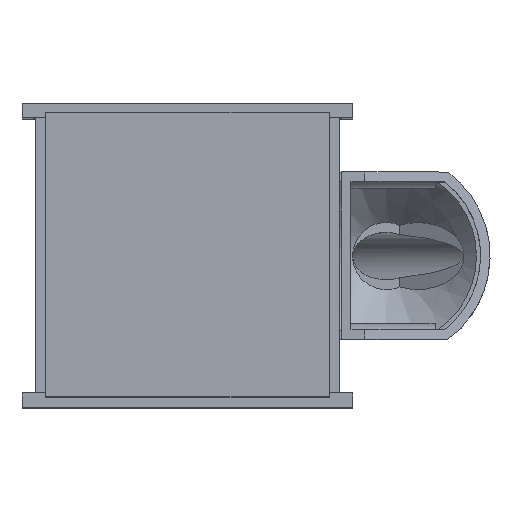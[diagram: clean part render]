
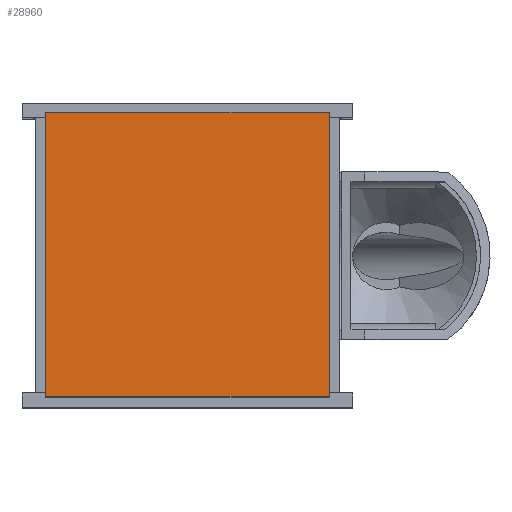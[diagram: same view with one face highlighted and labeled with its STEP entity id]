
A CAD part, top view. The second image highlights one B-rep face of the part: STEP entity #28960.
In plain terms, the highlighted planar face has unit normal (0, 0, 1).
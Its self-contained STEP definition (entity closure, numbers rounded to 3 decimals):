
#1427=PLANE('',#31124);
#2706=FACE_OUTER_BOUND('',#4359,.T.);
#4359=EDGE_LOOP('',(#24901,#24902,#24903,#24904));
#7013=LINE('',#56779,#9894);
#7017=LINE('',#56786,#9898);
#7020=LINE('',#56792,#9901);
#7022=LINE('',#56795,#9903);
#9894=VECTOR('',#37444,60.);
#9898=VECTOR('',#37450,60.);
#9901=VECTOR('',#37455,60.);
#9903=VECTOR('',#37459,60.);
#13763=VERTEX_POINT('',#56776);
#13764=VERTEX_POINT('',#56778);
#13766=VERTEX_POINT('',#56784);
#13768=VERTEX_POINT('',#56790);
#17633=EDGE_CURVE('',#13764,#13763,#7013,.T.);
#17637=EDGE_CURVE('',#13763,#13766,#7017,.T.);
#17640=EDGE_CURVE('',#13766,#13768,#7020,.T.);
#17642=EDGE_CURVE('',#13768,#13764,#7022,.T.);
#24901=ORIENTED_EDGE('',*,*,#17633,.T.);
#24902=ORIENTED_EDGE('',*,*,#17637,.T.);
#24903=ORIENTED_EDGE('',*,*,#17640,.T.);
#24904=ORIENTED_EDGE('',*,*,#17642,.T.);
#28960=ADVANCED_FACE('',(#2706),#1427,.T.);
#31124=AXIS2_PLACEMENT_3D('',#56796,#37460,#37461);
#37444=DIRECTION('',(0.,-1.,0.));
#37450=DIRECTION('',(1.,0.,0.));
#37455=DIRECTION('',(0.,1.,0.));
#37459=DIRECTION('',(-1.,0.,0.));
#37460=DIRECTION('center_axis',(0.,0.,1.));
#37461=DIRECTION('ref_axis',(0.,-1.,0.));
#56776=CARTESIAN_POINT('',(-30.,39.65,181.45));
#56778=CARTESIAN_POINT('',(-30.,99.65,181.45));
#56779=CARTESIAN_POINT('',(-30.,99.65,181.45));
#56784=CARTESIAN_POINT('',(30.,39.65,181.45));
#56786=CARTESIAN_POINT('',(-30.,39.65,181.45));
#56790=CARTESIAN_POINT('',(30.,99.65,181.45));
#56792=CARTESIAN_POINT('',(30.,39.65,181.45));
#56795=CARTESIAN_POINT('',(30.,99.65,181.45));
#56796=CARTESIAN_POINT('Origin',(0.,69.65,181.45));
